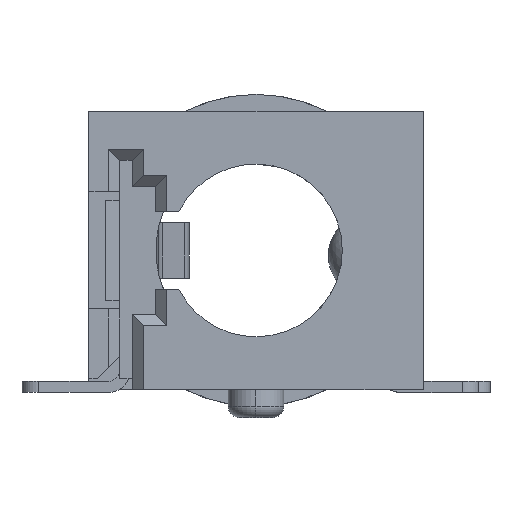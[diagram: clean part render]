
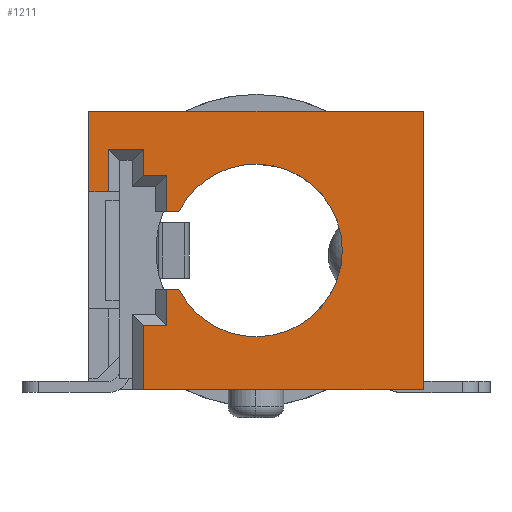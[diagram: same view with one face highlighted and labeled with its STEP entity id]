
A CAD part, left-side view. The second image highlights one B-rep face of the part: STEP entity #1211.
In plain terms, the highlighted planar face has unit normal (-1, 0, 0).
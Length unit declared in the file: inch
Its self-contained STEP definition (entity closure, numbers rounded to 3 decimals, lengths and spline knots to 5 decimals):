
#23 = DIRECTION ( 'NONE',  ( 0., 0., 1. ) ) ;
#87 = VECTOR ( 'NONE', #4829, 39.37008 ) ;
#272 = CARTESIAN_POINT ( 'NONE',  ( 0., -0.03858, -0.15157 ) ) ;
#451 = DIRECTION ( 'NONE',  ( 1., 0., 0. ) ) ;
#609 = CARTESIAN_POINT ( 'NONE',  ( 0., 0., 0. ) ) ;
#634 = DIRECTION ( 'NONE',  ( 1., 0., 0. ) ) ;
#720 = DIRECTION ( 'NONE',  ( 0., 0., -1. ) ) ;
#758 = FACE_OUTER_BOUND ( 'NONE', #6020, .T. ) ;
#850 = LINE ( 'NONE', #7239, #2690 ) ;
#853 = VERTEX_POINT ( 'NONE', #9782 ) ;
#958 = EDGE_CURVE ( 'NONE', #12900, #7284, #4507, .T. ) ;
#1096 = LINE ( 'NONE', #6395, #5676 ) ;
#1211 = ADVANCED_FACE ( 'NONE', ( #758 ), #1823, .T. ) ;
#1257 = ORIENTED_EDGE ( 'NONE', *, *, #10296, .T. ) ;
#1336 = VERTEX_POINT ( 'NONE', #4629 ) ;
#1495 = ORIENTED_EDGE ( 'NONE', *, *, #3438, .T. ) ;
#1581 = EDGE_CURVE ( 'NONE', #7284, #3380, #8379, .T. ) ;
#1770 = DIRECTION ( 'NONE',  ( 0., -1., 0. ) ) ;
#1823 = PLANE ( 'NONE',  #12088 ) ;
#1920 = CARTESIAN_POINT ( 'NONE',  ( 0., -0.03858, 0. ) ) ;
#1961 = AXIS2_PLACEMENT_3D ( 'NONE', #10570, #634, #2302 ) ;
#2045 = CARTESIAN_POINT ( 'NONE',  ( 0., -0.11811, -0.09843 ) ) ;
#2111 = CARTESIAN_POINT ( 'NONE',  ( 0., -0.03858, -0.02677 ) ) ;
#2302 = DIRECTION ( 'NONE',  ( 0., 0., -1. ) ) ;
#2314 = EDGE_CURVE ( 'NONE', #12534, #2363, #13560, .T. ) ;
#2323 = CARTESIAN_POINT ( 'NONE',  ( 0., -0.01378, 0. ) ) ;
#2363 = VERTEX_POINT ( 'NONE', #11753 ) ;
#2365 = VERTEX_POINT ( 'NONE', #11599 ) ;
#2408 = DIRECTION ( 'NONE',  ( 0., 1., 0. ) ) ;
#2464 = ORIENTED_EDGE ( 'NONE', *, *, #7731, .T. ) ;
#2473 = VECTOR ( 'NONE', #10869, 39.37008 ) ;
#2680 = VERTEX_POINT ( 'NONE', #14124 ) ;
#2690 = VECTOR ( 'NONE', #720, 39.37008 ) ;
#2926 = ORIENTED_EDGE ( 'NONE', *, *, #958, .T. ) ;
#2973 = CARTESIAN_POINT ( 'NONE',  ( 0., -0.06366, -0.07087 ) ) ;
#3085 = EDGE_CURVE ( 'NONE', #13854, #2680, #7769, .T. ) ;
#3128 = DIRECTION ( 'NONE',  ( 0., 0., -1. ) ) ;
#3247 = ORIENTED_EDGE ( 'NONE', *, *, #3751, .T. ) ;
#3298 = VERTEX_POINT ( 'NONE', #5883 ) ;
#3380 = VERTEX_POINT ( 'NONE', #2111 ) ;
#3438 = EDGE_CURVE ( 'NONE', #3298, #2365, #4432, .T. ) ;
#3693 = VERTEX_POINT ( 'NONE', #2973 ) ;
#3751 = EDGE_CURVE ( 'NONE', #853, #14136, #1096, .T. ) ;
#3950 = LINE ( 'NONE', #14262, #10818 ) ;
#4075 = DIRECTION ( 'NONE',  ( 0., -1., 0. ) ) ;
#4217 = DIRECTION ( 'NONE',  ( 1., 0., 0. ) ) ;
#4253 = CARTESIAN_POINT ( 'NONE',  ( 0., -0.01378, -0.02677 ) ) ;
#4354 = DIRECTION ( 'NONE',  ( -1., 0., 0. ) ) ;
#4390 = VERTEX_POINT ( 'NONE', #10052 ) ;
#4432 = LINE ( 'NONE', #12076, #5664 ) ;
#4507 = LINE ( 'NONE', #2323, #13004 ) ;
#4600 = DIRECTION ( 'NONE',  ( 0., -1., 0. ) ) ;
#4629 = CARTESIAN_POINT ( 'NONE',  ( 0., 0., -0.05709 ) ) ;
#4659 = ORIENTED_EDGE ( 'NONE', *, *, #8793, .T. ) ;
#4665 = CARTESIAN_POINT ( 'NONE',  ( 0., -0.03858, -0.19685 ) ) ;
#4829 = DIRECTION ( 'NONE',  ( 0., 0., -1. ) ) ;
#5149 = EDGE_CURVE ( 'NONE', #3380, #9848, #14086, .T. ) ;
#5376 = CARTESIAN_POINT ( 'NONE',  ( 0., 0., 0. ) ) ;
#5491 = EDGE_CURVE ( 'NONE', #8428, #853, #850, .T. ) ;
#5504 = ORIENTED_EDGE ( 'NONE', *, *, #1581, .T. ) ;
#5636 = EDGE_CURVE ( 'NONE', #3693, #2365, #11282, .T. ) ;
#5664 = VECTOR ( 'NONE', #12284, 39.37008 ) ;
#5676 = VECTOR ( 'NONE', #9759, 39.37008 ) ;
#5698 = VERTEX_POINT ( 'NONE', #4665 ) ;
#5883 = CARTESIAN_POINT ( 'NONE',  ( 0., -0.05512, -0.04528 ) ) ;
#5894 = ORIENTED_EDGE ( 'NONE', *, *, #2314, .F. ) ;
#5908 = CARTESIAN_POINT ( 'NONE',  ( 0., -0.01378, -0.05709 ) ) ;
#5982 = CARTESIAN_POINT ( 'NONE',  ( 0., -0.23622, 0. ) ) ;
#6020 = EDGE_LOOP ( 'NONE', ( #6833, #7491, #3247, #7646, #12479, #5894, #4659, #13830, #14134, #2926, #5504, #14203, #1257, #1495, #6622, #13204, #9539, #2464 ) ) ;
#6027 = LINE ( 'NONE', #609, #8558 ) ;
#6041 = CARTESIAN_POINT ( 'NONE',  ( 0., 0., 0. ) ) ;
#6159 = CARTESIAN_POINT ( 'NONE',  ( 0., -0.11811, -0.09843 ) ) ;
#6271 = CARTESIAN_POINT ( 'NONE',  ( 0., 0., -0.02677 ) ) ;
#6380 = CARTESIAN_POINT ( 'NONE',  ( 0., -0.03858, -0.04528 ) ) ;
#6395 = CARTESIAN_POINT ( 'NONE',  ( 0., 0., -0.15157 ) ) ;
#6473 = EDGE_CURVE ( 'NONE', #1336, #12900, #7947, .T. ) ;
#6622 = ORIENTED_EDGE ( 'NONE', *, *, #5636, .F. ) ;
#6833 = ORIENTED_EDGE ( 'NONE', *, *, #13030, .F. ) ;
#6887 = CARTESIAN_POINT ( 'NONE',  ( 0., -0.11811, -0.19685 ) ) ;
#7239 = CARTESIAN_POINT ( 'NONE',  ( 0., -0.05512, 0. ) ) ;
#7284 = VERTEX_POINT ( 'NONE', #4253 ) ;
#7401 = VERTEX_POINT ( 'NONE', #6041 ) ;
#7491 = ORIENTED_EDGE ( 'NONE', *, *, #5491, .T. ) ;
#7538 = CARTESIAN_POINT ( 'NONE',  ( 0., -0.03858, 0. ) ) ;
#7646 = ORIENTED_EDGE ( 'NONE', *, *, #8663, .T. ) ;
#7731 = EDGE_CURVE ( 'NONE', #2680, #4390, #14153, .T. ) ;
#7769 = CIRCLE ( 'NONE', #1961, 0.06102 ) ;
#7947 = LINE ( 'NONE', #13677, #9493 ) ;
#8216 = EDGE_CURVE ( 'NONE', #1336, #7401, #14294, .T. ) ;
#8379 = LINE ( 'NONE', #6271, #9327 ) ;
#8428 = VERTEX_POINT ( 'NONE', #12603 ) ;
#8535 = VECTOR ( 'NONE', #12990, 39.37008 ) ;
#8558 = VECTOR ( 'NONE', #9486, 39.37008 ) ;
#8663 = EDGE_CURVE ( 'NONE', #14136, #5698, #13194, .T. ) ;
#8793 = EDGE_CURVE ( 'NONE', #12534, #7401, #6027, .T. ) ;
#8823 = LINE ( 'NONE', #9774, #12363 ) ;
#8896 = DIRECTION ( 'NONE',  ( 0., 0., 1. ) ) ;
#8968 = EDGE_CURVE ( 'NONE', #3693, #13854, #13874, .T. ) ;
#9062 = AXIS2_PLACEMENT_3D ( 'NONE', #6159, #451, #12709 ) ;
#9270 = CARTESIAN_POINT ( 'NONE',  ( 0., -0.02165, -0.07087 ) ) ;
#9327 = VECTOR ( 'NONE', #1770, 39.37008 ) ;
#9486 = DIRECTION ( 'NONE',  ( 0., 1., 0. ) ) ;
#9493 = VECTOR ( 'NONE', #4600, 39.37008 ) ;
#9539 = ORIENTED_EDGE ( 'NONE', *, *, #3085, .T. ) ;
#9600 = DIRECTION ( 'NONE',  ( 0., 0., -1. ) ) ;
#9759 = DIRECTION ( 'NONE',  ( 0., 1., 0. ) ) ;
#9774 = CARTESIAN_POINT ( 'NONE',  ( 0., 0., -0.04528 ) ) ;
#9782 = CARTESIAN_POINT ( 'NONE',  ( 0., -0.05512, -0.15157 ) ) ;
#9848 = VERTEX_POINT ( 'NONE', #6380 ) ;
#9936 = DIRECTION ( 'NONE',  ( 0., -1., 0. ) ) ;
#10052 = CARTESIAN_POINT ( 'NONE',  ( 0., -0.06366, -0.12598 ) ) ;
#10172 = AXIS2_PLACEMENT_3D ( 'NONE', #2045, #4217, #3128 ) ;
#10174 = DIRECTION ( 'NONE',  ( 0., 1., 0. ) ) ;
#10296 = EDGE_CURVE ( 'NONE', #9848, #3298, #8823, .T. ) ;
#10353 = VECTOR ( 'NONE', #9600, 39.37008 ) ;
#10570 = CARTESIAN_POINT ( 'NONE',  ( 0., -0.11811, -0.09843 ) ) ;
#10703 = EDGE_CURVE ( 'NONE', #2363, #5698, #12199, .T. ) ;
#10818 = VECTOR ( 'NONE', #9936, 39.37008 ) ;
#10869 = DIRECTION ( 'NONE',  ( 0., 0., -1. ) ) ;
#11282 = LINE ( 'NONE', #9270, #13605 ) ;
#11599 = CARTESIAN_POINT ( 'NONE',  ( 0., -0.05512, -0.07087 ) ) ;
#11615 = CARTESIAN_POINT ( 'NONE',  ( 0., -0.23622, 0. ) ) ;
#11753 = CARTESIAN_POINT ( 'NONE',  ( 0., -0.23622, -0.19685 ) ) ;
#12076 = CARTESIAN_POINT ( 'NONE',  ( 0., -0.05512, 0. ) ) ;
#12088 = AXIS2_PLACEMENT_3D ( 'NONE', #5376, #4354, #23 ) ;
#12199 = LINE ( 'NONE', #6887, #14241 ) ;
#12284 = DIRECTION ( 'NONE',  ( 0., 0., -1. ) ) ;
#12363 = VECTOR ( 'NONE', #4075, 39.37008 ) ;
#12479 = ORIENTED_EDGE ( 'NONE', *, *, #10703, .F. ) ;
#12534 = VERTEX_POINT ( 'NONE', #11615 ) ;
#12603 = CARTESIAN_POINT ( 'NONE',  ( 0., -0.05512, -0.12598 ) ) ;
#12709 = DIRECTION ( 'NONE',  ( 0., 0., -1. ) ) ;
#12900 = VERTEX_POINT ( 'NONE', #5908 ) ;
#12990 = DIRECTION ( 'NONE',  ( 0., 0., 1. ) ) ;
#13004 = VECTOR ( 'NONE', #8896, 39.37008 ) ;
#13030 = EDGE_CURVE ( 'NONE', #8428, #4390, #3950, .T. ) ;
#13194 = LINE ( 'NONE', #1920, #2473 ) ;
#13204 = ORIENTED_EDGE ( 'NONE', *, *, #8968, .T. ) ;
#13560 = LINE ( 'NONE', #5982, #87 ) ;
#13605 = VECTOR ( 'NONE', #2408, 39.37008 ) ;
#13677 = CARTESIAN_POINT ( 'NONE',  ( 0., 0., -0.05709 ) ) ;
#13830 = ORIENTED_EDGE ( 'NONE', *, *, #8216, .F. ) ;
#13854 = VERTEX_POINT ( 'NONE', #14285 ) ;
#13874 = CIRCLE ( 'NONE', #10172, 0.06102 ) ;
#14086 = LINE ( 'NONE', #7538, #10353 ) ;
#14124 = CARTESIAN_POINT ( 'NONE',  ( 0., -0.11811, -0.15945 ) ) ;
#14134 = ORIENTED_EDGE ( 'NONE', *, *, #6473, .T. ) ;
#14136 = VERTEX_POINT ( 'NONE', #272 ) ;
#14153 = CIRCLE ( 'NONE', #9062, 0.06102 ) ;
#14203 = ORIENTED_EDGE ( 'NONE', *, *, #5149, .T. ) ;
#14220 = CARTESIAN_POINT ( 'NONE',  ( 0., 0., 0. ) ) ;
#14241 = VECTOR ( 'NONE', #10174, 39.37008 ) ;
#14262 = CARTESIAN_POINT ( 'NONE',  ( 0., -0.04724, -0.12598 ) ) ;
#14285 = CARTESIAN_POINT ( 'NONE',  ( 0., -0.11811, -0.0374 ) ) ;
#14294 = LINE ( 'NONE', #14220, #8535 ) ;
